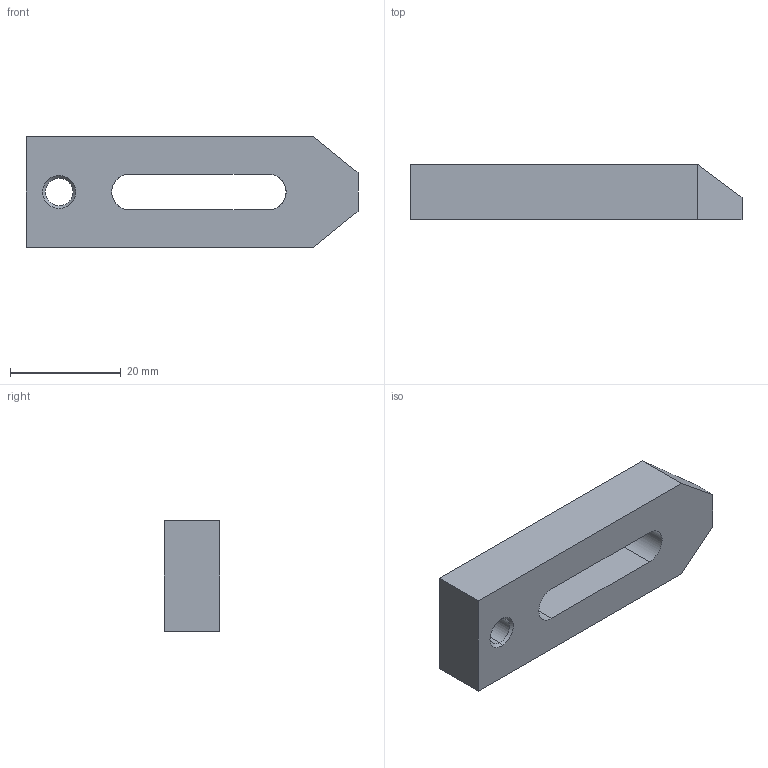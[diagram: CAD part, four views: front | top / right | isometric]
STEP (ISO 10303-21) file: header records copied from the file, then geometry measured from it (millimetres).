
FILE_DESCRIPTION (( 'STEP AP214' ), '1' );
FILE_NAME ('B994 Ñòàëüíîé çàæèì.STEP', '2026-03-27T12:31:15', ( '' ), ( '' ), 'SwSTEP 2.0', 'SolidWorks 2026', '' );
FILE_SCHEMA (( 'AUTOMOTIVE_DESIGN' ));
Length unit declared in the file: millimetre
Products named in the file (1): B994 Стальной зажим
Bounding box: 60 x 10 x 20 mm (x, y, z)
Volume: 8571.6 mm3; surface area: 4195.1 mm2
Topology: 1 solids, 1 shells, 24 faces, 57 edges, 36 vertices
Faces by surface type: plane 14, cylinder 6, cone 4
Entity records: 748 total; most frequent: CARTESIAN_POINT 152, DIRECTION 119, ORIENTED_EDGE 114, EDGE_CURVE 57, VECTOR 41, LINE 41, AXIS2_PLACEMENT_3D 39, VERTEX_POINT 36
